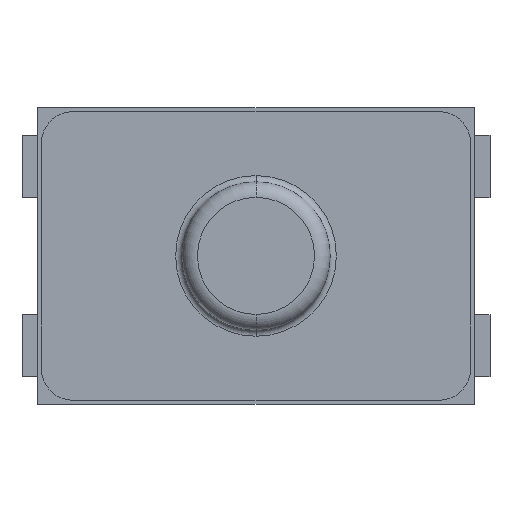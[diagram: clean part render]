
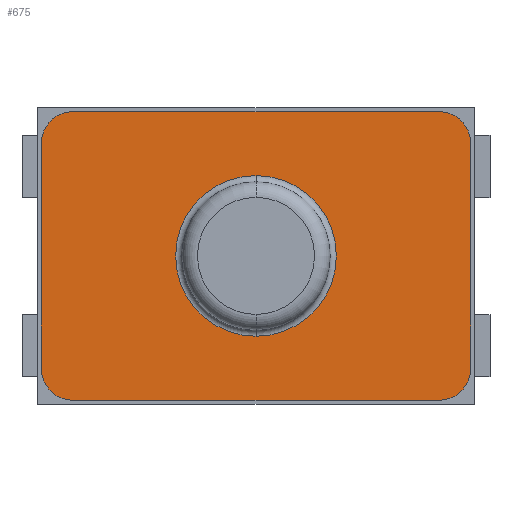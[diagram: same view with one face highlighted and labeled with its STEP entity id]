
A CAD part, top view. The second image highlights one B-rep face of the part: STEP entity #675.
In plain terms, the highlighted planar face has unit normal (0, 0, 1).
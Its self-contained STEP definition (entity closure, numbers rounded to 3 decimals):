
#2=CARTESIAN_POINT('',(-1.175,-0.725,0.));
#3=DIRECTION('',(0.,0.,1.));
#4=DIRECTION('',(-1.,0.,0.));
#5=AXIS2_PLACEMENT_3D('',#2,#3,#4);
#7=DIRECTION('',(0.,-1.,0.));
#8=VECTOR('',#7,1.45);
#9=CARTESIAN_POINT('',(-1.375,0.725,0.));
#10=LINE('',#9,#8);
#11=CARTESIAN_POINT('',(-1.175,0.725,0.));
#12=DIRECTION('',(0.,0.,1.));
#13=DIRECTION('',(0.,1.,0.));
#14=AXIS2_PLACEMENT_3D('',#11,#12,#13);
#16=DIRECTION('',(-1.,0.,0.));
#17=VECTOR('',#16,2.35);
#18=CARTESIAN_POINT('',(1.175,0.925,0.));
#19=LINE('',#18,#17);
#20=CARTESIAN_POINT('',(1.175,0.725,0.));
#21=DIRECTION('',(0.,0.,1.));
#22=DIRECTION('',(1.,0.,0.));
#23=AXIS2_PLACEMENT_3D('',#20,#21,#22);
#25=DIRECTION('',(0.,1.,0.));
#26=VECTOR('',#25,1.45);
#27=CARTESIAN_POINT('',(1.375,-0.725,0.));
#28=LINE('',#27,#26);
#29=CARTESIAN_POINT('',(1.175,-0.725,0.));
#30=DIRECTION('',(0.,0.,1.));
#31=DIRECTION('',(0.,-1.,0.));
#32=AXIS2_PLACEMENT_3D('',#29,#30,#31);
#34=DIRECTION('',(1.,0.,0.));
#35=VECTOR('',#34,2.35);
#36=CARTESIAN_POINT('',(-1.175,-0.925,0.));
#37=LINE('',#36,#35);
#38=CARTESIAN_POINT('',(0.,0.,0.));
#39=DIRECTION('',(0.,0.,-1.));
#40=DIRECTION('',(0.,-1.,0.));
#41=AXIS2_PLACEMENT_3D('',#38,#39,#40);
#43=CARTESIAN_POINT('',(0.,0.,0.));
#44=DIRECTION('',(0.,0.,-1.));
#45=DIRECTION('',(0.,1.,0.));
#46=AXIS2_PLACEMENT_3D('',#43,#44,#45);
#494=CARTESIAN_POINT('',(-1.375,-0.725,0.));
#495=CARTESIAN_POINT('',(-1.175,-0.925,0.));
#496=VERTEX_POINT('',#494);
#497=VERTEX_POINT('',#495);
#498=CARTESIAN_POINT('',(1.175,-0.925,0.));
#499=VERTEX_POINT('',#498);
#500=CARTESIAN_POINT('',(1.375,-0.725,0.));
#501=VERTEX_POINT('',#500);
#502=CARTESIAN_POINT('',(1.375,0.725,0.));
#503=VERTEX_POINT('',#502);
#504=CARTESIAN_POINT('',(1.175,0.925,0.));
#505=VERTEX_POINT('',#504);
#506=CARTESIAN_POINT('',(-1.175,0.925,0.));
#507=VERTEX_POINT('',#506);
#508=CARTESIAN_POINT('',(-1.375,0.725,0.));
#509=VERTEX_POINT('',#508);
#570=CARTESIAN_POINT('',(0.,-0.515,0.));
#571=CARTESIAN_POINT('',(0.,0.515,0.));
#572=VERTEX_POINT('',#570);
#573=VERTEX_POINT('',#571);
#646=CARTESIAN_POINT('',(0.,0.,0.));
#647=DIRECTION('',(0.,0.,1.));
#648=DIRECTION('',(1.,0.,0.));
#649=AXIS2_PLACEMENT_3D('',#646,#647,#648);
#650=PLANE('',#649);
#652=ORIENTED_EDGE('',*,*,#651,.F.);
#654=ORIENTED_EDGE('',*,*,#653,.F.);
#656=ORIENTED_EDGE('',*,*,#655,.F.);
#658=ORIENTED_EDGE('',*,*,#657,.F.);
#660=ORIENTED_EDGE('',*,*,#659,.F.);
#662=ORIENTED_EDGE('',*,*,#661,.F.);
#664=ORIENTED_EDGE('',*,*,#663,.F.);
#666=ORIENTED_EDGE('',*,*,#665,.F.);
#667=EDGE_LOOP('',(#652,#654,#656,#658,#660,#662,#664,#666));
#668=FACE_OUTER_BOUND('',#667,.F.);
#670=ORIENTED_EDGE('',*,*,#669,.F.);
#672=ORIENTED_EDGE('',*,*,#671,.F.);
#673=EDGE_LOOP('',(#670,#672));
#674=FACE_BOUND('',#673,.F.);
#6=CIRCLE('',#5,0.2);
#15=CIRCLE('',#14,0.2);
#24=CIRCLE('',#23,0.2);
#33=CIRCLE('',#32,0.2);
#42=CIRCLE('',#41,0.515);
#47=CIRCLE('',#46,0.515);
#651=EDGE_CURVE('',#496,#497,#6,.T.);
#653=EDGE_CURVE('',#509,#496,#10,.T.);
#655=EDGE_CURVE('',#507,#509,#15,.T.);
#657=EDGE_CURVE('',#505,#507,#19,.T.);
#659=EDGE_CURVE('',#503,#505,#24,.T.);
#661=EDGE_CURVE('',#501,#503,#28,.T.);
#663=EDGE_CURVE('',#499,#501,#33,.T.);
#665=EDGE_CURVE('',#497,#499,#37,.T.);
#669=EDGE_CURVE('',#572,#573,#42,.T.);
#671=EDGE_CURVE('',#573,#572,#47,.T.);
#675=ADVANCED_FACE('',(#668,#674),#650,.T.);
